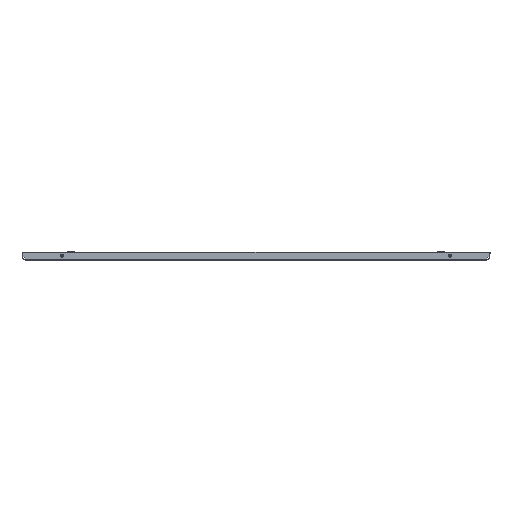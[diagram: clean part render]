
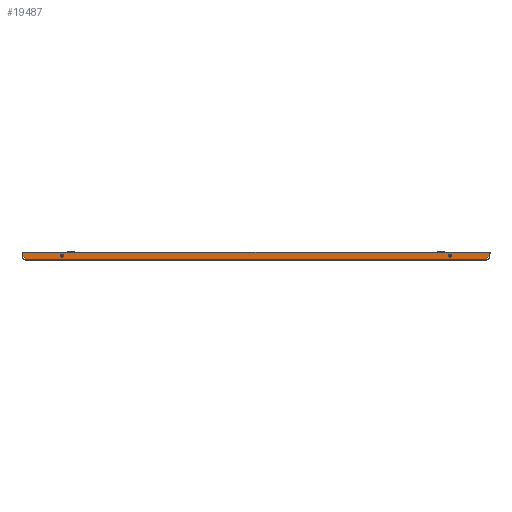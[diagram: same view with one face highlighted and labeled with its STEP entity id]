
A CAD part, front view. The second image highlights one B-rep face of the part: STEP entity #19487.
In plain terms, the highlighted planar face has unit normal (0, -1, 0).
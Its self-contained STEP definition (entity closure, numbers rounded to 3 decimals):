
#3707 = CARTESIAN_POINT ( 'NONE',  ( -595.4, -977.5, 8.9 ) ) ;
#4037 = CARTESIAN_POINT ( 'NONE',  ( -595.4, -977.5, 20. ) ) ;
#4321 = CARTESIAN_POINT ( 'NONE',  ( -588.016, -977.5, 1.51 ) ) ;
#4669 = CARTESIAN_POINT ( 'NONE',  ( 595.4, -977.5, 8.9 ) ) ;
#4692 = DIRECTION ( 'NONE',  ( 0., 0., 1. ) ) ;
#4694 = DIRECTION ( 'NONE',  ( 0., -1., 0. ) ) ;
#4701 = CARTESIAN_POINT ( 'NONE',  ( -495.5, -977.5, 11. ) ) ;
#4729 = DIRECTION ( 'NONE',  ( 0., 0., 1. ) ) ;
#4733 = CARTESIAN_POINT ( 'NONE',  ( -595.4, -977.5, 1.51 ) ) ;
#4747 = DIRECTION ( 'NONE',  ( -1., 0., 0. ) ) ;
#4749 = CARTESIAN_POINT ( 'NONE',  ( -595.5, -977.5, 20. ) ) ;
#4784 = DIRECTION ( 'NONE',  ( 0., 0., 1. ) ) ;
#4787 = CARTESIAN_POINT ( 'NONE',  ( 595.4, -977.5, 1.51 ) ) ;
#4819 = DIRECTION ( 'NONE',  ( -0.707, 0., -0.707 ) ) ;
#4821 = CARTESIAN_POINT ( 'NONE',  ( 5.953, -977.5, -580.996 ) ) ;
#4824 = DIRECTION ( 'NONE',  ( 0., 0., 1. ) ) ;
#4826 = DIRECTION ( 'NONE',  ( 0., 1., 0. ) ) ;
#4843 = DIRECTION ( 'NONE',  ( 0., 0., 1. ) ) ;
#4845 = DIRECTION ( 'NONE',  ( 0., 1., 0. ) ) ;
#4847 = CARTESIAN_POINT ( 'NONE',  ( 495.5, -977.5, 11. ) ) ;
#4863 = CARTESIAN_POINT ( 'NONE',  ( 495.5, -977.5, 11. ) ) ;
#4979 = DIRECTION ( 'NONE',  ( -1., 0., 0. ) ) ;
#4981 = CARTESIAN_POINT ( 'NONE',  ( -495.5, -977.5, 15. ) ) ;
#4982 = CARTESIAN_POINT ( 'NONE',  ( -595.5, -977.5, 1.51 ) ) ;
#5047 = CARTESIAN_POINT ( 'NONE',  ( -495.5, -977.5, 7. ) ) ;
#5065 = CARTESIAN_POINT ( 'NONE',  ( 495.5, -977.5, 7. ) ) ;
#5100 = CARTESIAN_POINT ( 'NONE',  ( 595.4, -977.5, 20. ) ) ;
#5149 = CARTESIAN_POINT ( 'NONE',  ( 588.016, -977.5, 1.51 ) ) ;
#5195 = CARTESIAN_POINT ( 'NONE',  ( 495.5, -977.5, 15. ) ) ;
#11367 = DIRECTION ( 'NONE',  ( 0., 0., 1. ) ) ;
#11368 = DIRECTION ( 'NONE',  ( 0., 1., 0. ) ) ;
#11369 = PLANE ( 'NONE',  #20035 ) ;
#11374 = CARTESIAN_POINT ( 'NONE',  ( -595.5, -977.5, 20. ) ) ;
#12750 = CIRCLE ( 'NONE', #18550, 4. ) ;
#12758 = VECTOR ( 'NONE', #4729, 1000. ) ;
#12759 = LINE ( 'NONE', #4733, #12758 ) ;
#12766 = VECTOR ( 'NONE', #4747, 1000. ) ;
#12769 = VECTOR ( 'NONE', #4784, 1000. ) ;
#12770 = LINE ( 'NONE', #4787, #12769 ) ;
#12773 = LINE ( 'NONE', #4749, #12766 ) ;
#12774 = CIRCLE ( 'NONE', #18441, 4. ) ;
#12777 = VECTOR ( 'NONE', #4819, 1000. ) ;
#12779 = CIRCLE ( 'NONE', #18131, 4. ) ;
#12782 = LINE ( 'NONE', #4821, #12777 ) ;
#12849 = VECTOR ( 'NONE', #4979, 1000. ) ;
#12873 = LINE ( 'NONE', #4982, #12849 ) ;
#17682 = EDGE_CURVE ( 'NONE', #22276, #22282, #30428, .T. ) ;
#17685 = EDGE_CURVE ( 'NONE', #22327, #22312, #30440, .T. ) ;
#18131 = AXIS2_PLACEMENT_3D ( 'NONE', #4863, #4845, #4843 ) ;
#18441 = AXIS2_PLACEMENT_3D ( 'NONE', #4847, #4826, #4824 ) ;
#18550 = AXIS2_PLACEMENT_3D ( 'NONE', #4701, #4694, #4692 ) ;
#19487 = ADVANCED_FACE ( 'NONE', ( #30001, #29997, #29995 ), #11369, .F. ) ;
#20035 = AXIS2_PLACEMENT_3D ( 'NONE', #11374, #11368, #11367 ) ;
#21352 = DIRECTION ( 'NONE',  ( 0.707, 0., -0.707 ) ) ;
#21353 = CARTESIAN_POINT ( 'NONE',  ( -601., -977.5, 14.504 ) ) ;
#21354 = DIRECTION ( 'NONE',  ( 0., 0., 1. ) ) ;
#21355 = DIRECTION ( 'NONE',  ( 0., -1., 0. ) ) ;
#21356 = CARTESIAN_POINT ( 'NONE',  ( -495.5, -977.5, 11. ) ) ;
#22253 = VERTEX_POINT ( 'NONE', #5195 ) ;
#22257 = VERTEX_POINT ( 'NONE', #5149 ) ;
#22265 = VERTEX_POINT ( 'NONE', #5100 ) ;
#22272 = VERTEX_POINT ( 'NONE', #5065 ) ;
#22276 = VERTEX_POINT ( 'NONE', #5047 ) ;
#22282 = VERTEX_POINT ( 'NONE', #4981 ) ;
#22303 = VERTEX_POINT ( 'NONE', #4669 ) ;
#22312 = VERTEX_POINT ( 'NONE', #4321 ) ;
#22327 = VERTEX_POINT ( 'NONE', #3707 ) ;
#22337 = VERTEX_POINT ( 'NONE', #4037 ) ;
#22964 = EDGE_CURVE ( 'NONE', #22257, #22312, #12873, .T. ) ;
#22979 = EDGE_CURVE ( 'NONE', #22272, #22253, #12779, .T. ) ;
#22982 = EDGE_CURVE ( 'NONE', #22253, #22272, #12774, .T. ) ;
#22983 = EDGE_CURVE ( 'NONE', #22303, #22257, #12782, .T. ) ;
#22988 = EDGE_CURVE ( 'NONE', #22303, #22265, #12770, .T. ) ;
#23002 = EDGE_CURVE ( 'NONE', #22265, #22337, #12773, .T. ) ;
#23004 = EDGE_CURVE ( 'NONE', #22327, #22337, #12759, .T. ) ;
#23009 = EDGE_CURVE ( 'NONE', #22282, #22276, #12750, .T. ) ;
#23412 = AXIS2_PLACEMENT_3D ( 'NONE', #21356, #21355, #21354 ) ;
#25672 = EDGE_LOOP ( 'NONE', ( #30611, #30612 ) ) ;
#25756 = EDGE_LOOP ( 'NONE', ( #30605, #30606, #30607, #30608, #30609, #30610 ) ) ;
#25757 = EDGE_LOOP ( 'NONE', ( #30613, #30614 ) ) ;
#29995 = FACE_BOUND ( 'NONE', #25757, .T. ) ;
#29997 = FACE_BOUND ( 'NONE', #25672, .T. ) ;
#30001 = FACE_OUTER_BOUND ( 'NONE', #25756, .T. ) ;
#30428 = CIRCLE ( 'NONE', #23412, 4. ) ;
#30434 = VECTOR ( 'NONE', #21352, 1000. ) ;
#30440 = LINE ( 'NONE', #21353, #30434 ) ;
#30605 = ORIENTED_EDGE ( 'NONE', *, *, #23004, .F. ) ;
#30606 = ORIENTED_EDGE ( 'NONE', *, *, #17685, .T. ) ;
#30607 = ORIENTED_EDGE ( 'NONE', *, *, #22964, .F. ) ;
#30608 = ORIENTED_EDGE ( 'NONE', *, *, #22983, .F. ) ;
#30609 = ORIENTED_EDGE ( 'NONE', *, *, #22988, .T. ) ;
#30610 = ORIENTED_EDGE ( 'NONE', *, *, #23002, .T. ) ;
#30611 = ORIENTED_EDGE ( 'NONE', *, *, #22982, .T. ) ;
#30612 = ORIENTED_EDGE ( 'NONE', *, *, #22979, .T. ) ;
#30613 = ORIENTED_EDGE ( 'NONE', *, *, #23009, .F. ) ;
#30614 = ORIENTED_EDGE ( 'NONE', *, *, #17682, .F. ) ;
